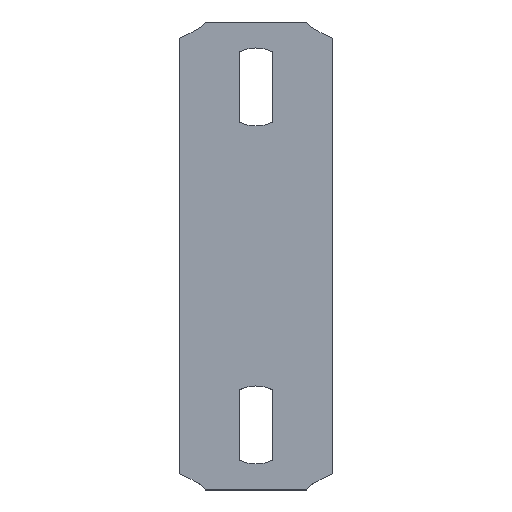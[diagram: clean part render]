
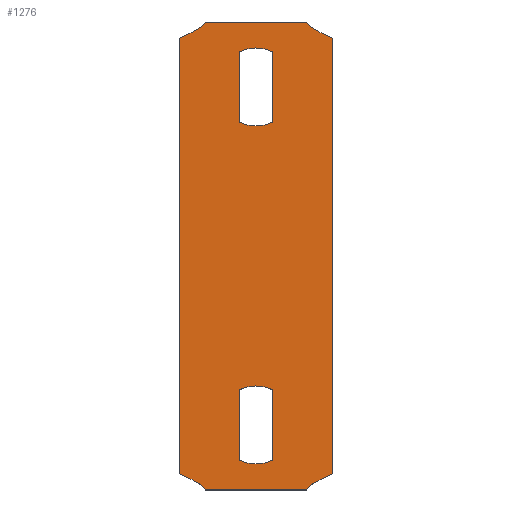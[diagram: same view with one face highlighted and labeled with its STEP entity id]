
A CAD part, top view. The second image highlights one B-rep face of the part: STEP entity #1276.
In plain terms, the highlighted planar face has unit normal (0, 0, 1).
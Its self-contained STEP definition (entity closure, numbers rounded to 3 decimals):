
#105=DIRECTION('',(0.,-1.,0.));
#106=VECTOR('',#105,167.643);
#107=CARTESIAN_POINT('',(-29.5,83.822,4.));
#108=LINE('',#107,#106);
#165=CARTESIAN_POINT('',(-21.5,88.,4.));
#166=CARTESIAN_POINT('',(-22.159,87.562,4.));
#167=CARTESIAN_POINT('',(-23.451,86.703,4.));
#168=CARTESIAN_POINT('',(-25.388,85.56,4.));
#169=CARTESIAN_POINT('',(-27.32,84.618,4.));
#170=CARTESIAN_POINT('',(-28.756,84.069,4.));
#171=CARTESIAN_POINT('',(-29.5,83.822,4.));
#253=DIRECTION('',(0.707,-0.707,0.));
#254=VECTOR('',#253,2.828);
#255=CARTESIAN_POINT('',(-21.5,-88.,4.));
#256=LINE('',#255,#254);
#257=CARTESIAN_POINT('',(-21.5,-88.,4.));
#258=CARTESIAN_POINT('',(-22.168,-87.556,4.));
#259=CARTESIAN_POINT('',(-23.473,-86.69,4.));
#260=CARTESIAN_POINT('',(-25.388,-85.561,4.));
#261=CARTESIAN_POINT('',(-27.326,-84.615,4.));
#262=CARTESIAN_POINT('',(-28.758,-84.068,4.));
#263=CARTESIAN_POINT('',(-29.5,-83.822,4.));
#265=DIRECTION('',(-0.707,-0.707,0.));
#266=VECTOR('',#265,2.828);
#267=CARTESIAN_POINT('',(-19.5,90.,4.));
#268=LINE('',#267,#266);
#269=DIRECTION('',(-0.707,0.707,0.));
#270=VECTOR('',#269,2.828);
#271=CARTESIAN_POINT('',(21.5,88.,4.));
#272=LINE('',#271,#270);
#273=CARTESIAN_POINT('',(21.5,88.,4.));
#274=CARTESIAN_POINT('',(22.166,87.557,4.));
#275=CARTESIAN_POINT('',(23.468,86.693,4.));
#276=CARTESIAN_POINT('',(25.39,85.559,4.));
#277=CARTESIAN_POINT('',(27.331,84.613,4.));
#278=CARTESIAN_POINT('',(28.761,84.068,4.));
#279=CARTESIAN_POINT('',(29.5,83.822,4.));
#281=DIRECTION('',(0.707,0.707,0.));
#282=VECTOR('',#281,2.828);
#283=CARTESIAN_POINT('',(19.5,-90.,4.));
#284=LINE('',#283,#282);
#285=DIRECTION('',(0.,-1.,0.));
#286=VECTOR('',#285,27.037);
#287=CARTESIAN_POINT('',(6.5,78.519,4.));
#288=LINE('',#287,#286);
#289=CARTESIAN_POINT('',(0.,65.,4.));
#290=DIRECTION('',(0.,0.,-1.));
#291=DIRECTION('',(-0.433,0.901,0.));
#292=AXIS2_PLACEMENT_3D('',#289,#290,#291);
#294=CARTESIAN_POINT('',(0.,65.,4.));
#295=DIRECTION('',(0.,0.,-1.));
#296=DIRECTION('',(0.433,-0.901,0.));
#297=AXIS2_PLACEMENT_3D('',#294,#295,#296);
#299=CARTESIAN_POINT('',(0.,-65.,4.));
#300=DIRECTION('',(0.,0.,-1.));
#301=DIRECTION('',(-0.433,0.901,0.));
#302=AXIS2_PLACEMENT_3D('',#299,#300,#301);
#304=CARTESIAN_POINT('',(0.,-65.,4.));
#305=DIRECTION('',(0.,0.,-1.));
#306=DIRECTION('',(0.433,-0.901,0.));
#307=AXIS2_PLACEMENT_3D('',#304,#305,#306);
#309=DIRECTION('',(0.,-1.,0.));
#310=VECTOR('',#309,27.037);
#311=CARTESIAN_POINT('',(6.5,-51.481,4.));
#312=LINE('',#311,#310);
#317=DIRECTION('',(-1.,0.,0.));
#318=VECTOR('',#317,39.);
#319=CARTESIAN_POINT('',(19.5,-90.,4.));
#320=LINE('',#319,#318);
#325=DIRECTION('',(1.,0.,0.));
#326=VECTOR('',#325,39.);
#327=CARTESIAN_POINT('',(-19.5,90.,4.));
#328=LINE('',#327,#326);
#428=CARTESIAN_POINT('',(21.5,-88.,4.));
#429=CARTESIAN_POINT('',(22.17,-87.555,4.));
#430=CARTESIAN_POINT('',(23.478,-86.687,4.));
#431=CARTESIAN_POINT('',(25.4,-85.554,4.));
#432=CARTESIAN_POINT('',(27.336,-84.611,4.));
#433=CARTESIAN_POINT('',(28.763,-84.067,4.));
#434=CARTESIAN_POINT('',(29.5,-83.822,4.));
#460=DIRECTION('',(0.,1.,0.));
#461=VECTOR('',#460,167.643);
#462=CARTESIAN_POINT('',(29.5,-83.822,4.));
#463=LINE('',#462,#461);
#604=DIRECTION('',(0.,-1.,0.));
#605=VECTOR('',#604,27.037);
#606=CARTESIAN_POINT('',(-6.5,78.519,4.));
#607=LINE('',#606,#605);
#624=DIRECTION('',(0.,-1.,0.));
#625=VECTOR('',#624,27.037);
#626=CARTESIAN_POINT('',(-6.5,-51.481,4.));
#627=LINE('',#626,#625);
#736=CARTESIAN_POINT('',(-6.5,-51.481,4.));
#737=CARTESIAN_POINT('',(6.5,-51.481,4.));
#738=VERTEX_POINT('',#736);
#739=VERTEX_POINT('',#737);
#750=CARTESIAN_POINT('',(-19.5,90.,4.));
#751=CARTESIAN_POINT('',(-21.5,88.,4.));
#752=VERTEX_POINT('',#750);
#753=VERTEX_POINT('',#751);
#762=CARTESIAN_POINT('',(6.5,78.519,4.));
#763=CARTESIAN_POINT('',(6.5,51.481,4.));
#764=VERTEX_POINT('',#762);
#765=VERTEX_POINT('',#763);
#766=CARTESIAN_POINT('',(21.5,88.,4.));
#767=VERTEX_POINT('',#766);
#768=CARTESIAN_POINT('',(21.5,-88.,4.));
#770=VERTEX_POINT('',#768);
#777=CARTESIAN_POINT('',(-6.5,-78.519,4.));
#779=VERTEX_POINT('',#777);
#810=CARTESIAN_POINT('',(-6.5,78.519,4.));
#811=CARTESIAN_POINT('',(-6.5,51.481,4.));
#812=VERTEX_POINT('',#810);
#813=VERTEX_POINT('',#811);
#858=CARTESIAN_POINT('',(-21.5,-88.,4.));
#859=CARTESIAN_POINT('',(-19.5,-90.,4.));
#860=VERTEX_POINT('',#858);
#861=VERTEX_POINT('',#859);
#864=CARTESIAN_POINT('',(6.5,-78.519,4.));
#865=VERTEX_POINT('',#864);
#872=CARTESIAN_POINT('',(19.5,-90.,4.));
#873=VERTEX_POINT('',#872);
#880=CARTESIAN_POINT('',(19.5,90.,4.));
#881=VERTEX_POINT('',#880);
#912=VERTEX_POINT('',#434);
#913=VERTEX_POINT('',#279);
#914=VERTEX_POINT('',#171);
#915=VERTEX_POINT('',#263);
#1230=CARTESIAN_POINT('',(0.,65.,4.));
#1231=DIRECTION('',(0.,0.,1.));
#1232=DIRECTION('',(1.,0.,0.));
#1233=AXIS2_PLACEMENT_3D('',#1230,#1231,#1232);
#1234=PLANE('',#1233);
#1236=ORIENTED_EDGE('',*,*,#1235,.F.);
#1237=ORIENTED_EDGE('',*,*,#1034,.T.);
#1238=ORIENTED_EDGE('',*,*,#1053,.F.);
#1239=ORIENTED_EDGE('',*,*,#1142,.F.);
#1240=ORIENTED_EDGE('',*,*,#1161,.F.);
#1242=ORIENTED_EDGE('',*,*,#1241,.T.);
#1244=ORIENTED_EDGE('',*,*,#1243,.F.);
#1246=ORIENTED_EDGE('',*,*,#1245,.T.);
#1248=ORIENTED_EDGE('',*,*,#1247,.F.);
#1250=ORIENTED_EDGE('',*,*,#1249,.F.);
#1251=ORIENTED_EDGE('',*,*,#1220,.F.);
#1253=ORIENTED_EDGE('',*,*,#1252,.T.);
#1254=EDGE_LOOP('',(#1236,#1237,#1238,#1239,#1240,#1242,#1244,#1246,#1248,#1250,
#1251,#1253));
#1255=FACE_OUTER_BOUND('',#1254,.F.);
#1257=ORIENTED_EDGE('',*,*,#1256,.F.);
#1259=ORIENTED_EDGE('',*,*,#1258,.F.);
#1261=ORIENTED_EDGE('',*,*,#1260,.T.);
#1263=ORIENTED_EDGE('',*,*,#1262,.F.);
#1264=EDGE_LOOP('',(#1257,#1259,#1261,#1263));
#1265=FACE_BOUND('',#1264,.F.);
#1267=ORIENTED_EDGE('',*,*,#1266,.F.);
#1269=ORIENTED_EDGE('',*,*,#1268,.T.);
#1271=ORIENTED_EDGE('',*,*,#1270,.F.);
#1273=ORIENTED_EDGE('',*,*,#1272,.F.);
#1274=EDGE_LOOP('',(#1267,#1269,#1271,#1273));
#1275=FACE_BOUND('',#1274,.F.);
#1276=ADVANCED_FACE('',(#1255,#1265,#1275),#1234,.T.);
#172=B_SPLINE_CURVE_WITH_KNOTS('',3,(#165,#166,#167,#168,#169,#170,#171),
.UNSPECIFIED.,.F.,.F.,(4,1,1,1,4),(0.,0.25,0.5,0.75,1.),
.UNSPECIFIED.);
#264=B_SPLINE_CURVE_WITH_KNOTS('',3,(#257,#258,#259,#260,#261,#262,#263),
.UNSPECIFIED.,.F.,.F.,(4,1,1,1,4),(0.,0.25,0.5,0.75,1.),
.UNSPECIFIED.);
#280=B_SPLINE_CURVE_WITH_KNOTS('',3,(#273,#274,#275,#276,#277,#278,#279),
.UNSPECIFIED.,.F.,.F.,(4,1,1,1,4),(0.,0.25,0.5,0.75,1.),
.UNSPECIFIED.);
#293=CIRCLE('',#292,15.);
#298=CIRCLE('',#297,15.);
#303=CIRCLE('',#302,15.);
#308=CIRCLE('',#307,15.);
#435=B_SPLINE_CURVE_WITH_KNOTS('',3,(#428,#429,#430,#431,#432,#433,#434),
.UNSPECIFIED.,.F.,.F.,(4,1,1,1,4),(0.,0.25,0.5,0.75,1.),
.UNSPECIFIED.);
#1034=EDGE_CURVE('',#860,#915,#264,.T.);
#1053=EDGE_CURVE('',#914,#915,#108,.T.);
#1142=EDGE_CURVE('',#753,#914,#172,.T.);
#1161=EDGE_CURVE('',#752,#753,#268,.T.);
#1220=EDGE_CURVE('',#873,#770,#284,.T.);
#1235=EDGE_CURVE('',#860,#861,#256,.T.);
#1241=EDGE_CURVE('',#752,#881,#328,.T.);
#1243=EDGE_CURVE('',#767,#881,#272,.T.);
#1245=EDGE_CURVE('',#767,#913,#280,.T.);
#1247=EDGE_CURVE('',#912,#913,#463,.T.);
#1249=EDGE_CURVE('',#770,#912,#435,.T.);
#1252=EDGE_CURVE('',#873,#861,#320,.T.);
#1256=EDGE_CURVE('',#764,#765,#288,.T.);
#1258=EDGE_CURVE('',#812,#764,#293,.T.);
#1260=EDGE_CURVE('',#812,#813,#607,.T.);
#1262=EDGE_CURVE('',#765,#813,#298,.T.);
#1266=EDGE_CURVE('',#738,#739,#303,.T.);
#1268=EDGE_CURVE('',#738,#779,#627,.T.);
#1270=EDGE_CURVE('',#865,#779,#308,.T.);
#1272=EDGE_CURVE('',#739,#865,#312,.T.);
